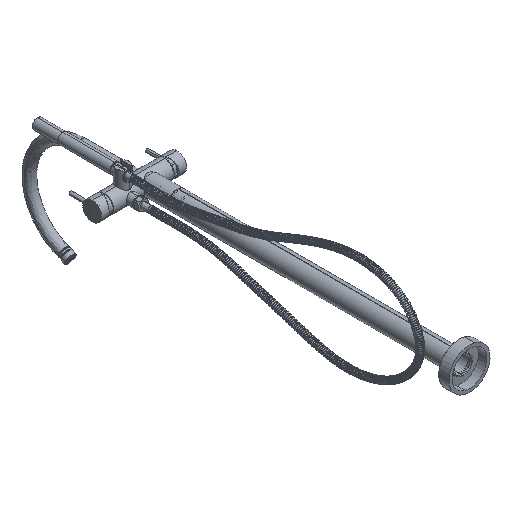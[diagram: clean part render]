
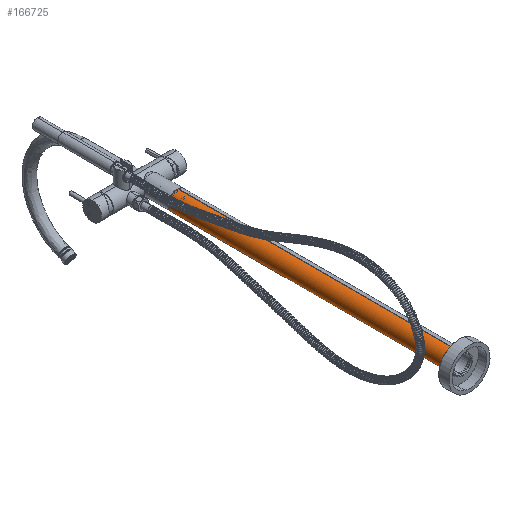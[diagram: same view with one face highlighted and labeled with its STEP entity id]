
A CAD part, isometric view. The second image highlights one B-rep face of the part: STEP entity #166725.
In plain terms, the highlighted cylindrical face has radius 22.25 mm (diameter 44.5 mm), a partial arc.
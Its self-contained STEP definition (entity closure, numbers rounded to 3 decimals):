
#532 = VERTEX_POINT ( 'NONE', #108069 ) ;
#2674 = EDGE_LOOP ( 'NONE', ( #69470, #138028, #120293, #158295 ) ) ;
#5388 = EDGE_CURVE ( 'NONE', #106453, #214334, #19777, .T. ) ;
#11659 = CARTESIAN_POINT ( 'NONE',  ( 22.5, -760.8, 0. ) ) ;
#17443 = CARTESIAN_POINT ( 'NONE',  ( 20.632, -760.8, -22.171 ) ) ;
#19777 = CIRCLE ( 'NONE', #169147, 22.25 ) ;
#52710 = DIRECTION ( 'NONE',  ( 0.084, 0., 0.996 ) ) ;
#62410 = LINE ( 'NONE', #82469, #81770 ) ;
#69470 = ORIENTED_EDGE ( 'NONE', *, *, #170949, .T. ) ;
#73074 = CARTESIAN_POINT ( 'NONE',  ( 20.632, -760.8, -22.171 ) ) ;
#79618 = DIRECTION ( 'NONE',  ( 0., -1., 0. ) ) ;
#81770 = VECTOR ( 'NONE', #182758, 1000. ) ;
#82469 = CARTESIAN_POINT ( 'NONE',  ( 24.368, -760.8, 22.171 ) ) ;
#85411 = DIRECTION ( 'NONE',  ( 0., -1., 0. ) ) ;
#86150 = CARTESIAN_POINT ( 'NONE',  ( 22.5, -760.8, 0. ) ) ;
#87066 = CARTESIAN_POINT ( 'NONE',  ( 20.632, -78.8, -22.171 ) ) ;
#98854 = LINE ( 'NONE', #17443, #134577 ) ;
#99749 = CIRCLE ( 'NONE', #106873, 22.25 ) ;
#104031 = DIRECTION ( 'NONE',  ( 0.084, 0., 0.996 ) ) ;
#106453 = VERTEX_POINT ( 'NONE', #132527 ) ;
#106873 = AXIS2_PLACEMENT_3D ( 'NONE', #208710, #207623, #104031 ) ;
#108069 = CARTESIAN_POINT ( 'NONE',  ( 24.368, -78.8, 22.171 ) ) ;
#110869 = DIRECTION ( 'NONE',  ( 0.084, 0., 0.996 ) ) ;
#120293 = ORIENTED_EDGE ( 'NONE', *, *, #5388, .F. ) ;
#122911 = EDGE_CURVE ( 'NONE', #211374, #214334, #98854, .T. ) ;
#132527 = CARTESIAN_POINT ( 'NONE',  ( 24.368, -760.8, 22.171 ) ) ;
#134577 = VECTOR ( 'NONE', #85411, 1000. ) ;
#138028 = ORIENTED_EDGE ( 'NONE', *, *, #122911, .T. ) ;
#138561 = AXIS2_PLACEMENT_3D ( 'NONE', #11659, #79618, #110869 ) ;
#144303 = CYLINDRICAL_SURFACE ( 'NONE', #138561, 22.25 ) ;
#158295 = ORIENTED_EDGE ( 'NONE', *, *, #167776, .F. ) ;
#161014 = FACE_OUTER_BOUND ( 'NONE', #2674, .T. ) ;
#166725 = ADVANCED_FACE ( 'NONE', ( #161014 ), #144303, .T. ) ;
#167776 = EDGE_CURVE ( 'NONE', #532, #106453, #62410, .T. ) ;
#169147 = AXIS2_PLACEMENT_3D ( 'NONE', #86150, #189738, #52710 ) ;
#170949 = EDGE_CURVE ( 'NONE', #532, #211374, #99749, .T. ) ;
#182758 = DIRECTION ( 'NONE',  ( 0., -1., 0. ) ) ;
#189738 = DIRECTION ( 'NONE',  ( 0., -1., 0. ) ) ;
#207623 = DIRECTION ( 'NONE',  ( 0., -1., 0. ) ) ;
#208710 = CARTESIAN_POINT ( 'NONE',  ( 22.5, -78.8, 0. ) ) ;
#211374 = VERTEX_POINT ( 'NONE', #87066 ) ;
#214334 = VERTEX_POINT ( 'NONE', #73074 ) ;
